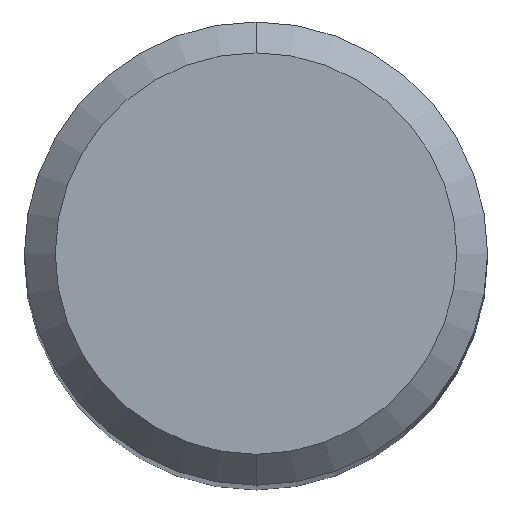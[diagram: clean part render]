
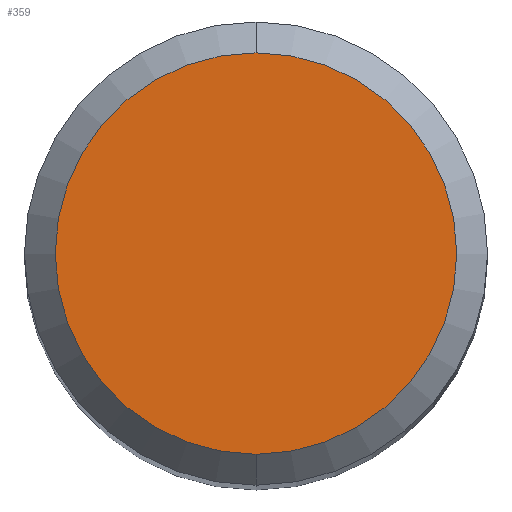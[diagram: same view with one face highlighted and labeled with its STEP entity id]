
A CAD part, top view. The second image highlights one B-rep face of the part: STEP entity #359.
In plain terms, the highlighted planar face has unit normal (0, 0, 1).
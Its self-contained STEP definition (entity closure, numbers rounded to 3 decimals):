
#193=VERTEX_POINT('',#502);
#245=EDGE_CURVE('',#193,#251,#560,.T.);
#251=VERTEX_POINT('',#566);
#301=EDGE_CURVE('',#251,#193,#623,.T.);
#359=ADVANCED_FACE('',(#685),#686,.T.);
#502=CARTESIAN_POINT('',(0.,-2.6,0.0));
#560=CIRCLE('',#976,2.6);
#566=CARTESIAN_POINT('',(0.0,2.6,0.0));
#623=CIRCLE('',#1069,2.6);
#685=FACE_OUTER_BOUND('',#1210,.T.);
#686=PLANE('',#1211);
#976=AXIS2_PLACEMENT_3D('',#1537,#1538,#1539);
#1069=AXIS2_PLACEMENT_3D('',#1618,#1619,#1620);
#1210=EDGE_LOOP('',(#1675,#1676));
#1211=AXIS2_PLACEMENT_3D('',#1677,#1678,#1679);
#1537=CARTESIAN_POINT('',(0.0,0.0,0.0));
#1538=DIRECTION('',(0.0,0.0,-1.0));
#1539=DIRECTION('',(0.0,1.0,0.0));
#1618=CARTESIAN_POINT('',(0.0,0.0,0.0));
#1619=DIRECTION('',(0.0,0.0,-1.0));
#1620=DIRECTION('',(0.0,1.0,0.0));
#1675=ORIENTED_EDGE('',*,*,#301,.F.);
#1676=ORIENTED_EDGE('',*,*,#245,.F.);
#1677=CARTESIAN_POINT('',(0.0,1.3,0.0));
#1678=DIRECTION('',(-0.0,0.0,1.0));
#1679=DIRECTION('',(0.0,-1.0,0.0));
